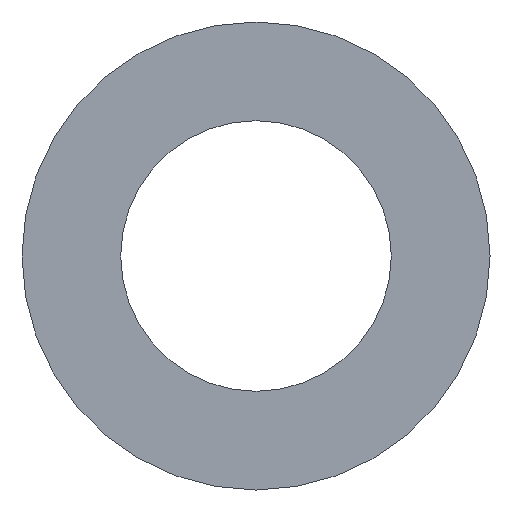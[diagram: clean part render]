
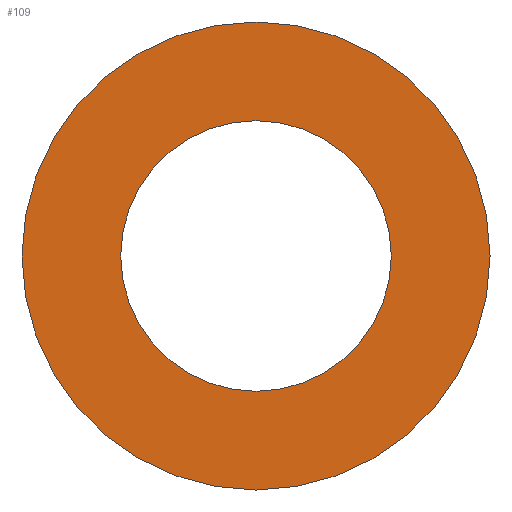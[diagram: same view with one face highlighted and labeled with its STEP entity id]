
A CAD part, front view. The second image highlights one B-rep face of the part: STEP entity #109.
In plain terms, the highlighted planar face has unit normal (0, -1, 0).
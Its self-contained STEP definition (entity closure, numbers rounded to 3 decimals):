
#29=FACE_BOUND('',#44,.T.);
#33=FACE_OUTER_BOUND('',#43,.T.);
#43=EDGE_LOOP('',(#83));
#44=EDGE_LOOP('',(#84));
#55=CIRCLE('',#136,13.97);
#56=CIRCLE('',#137,8.077);
#63=VERTEX_POINT('',#195);
#64=VERTEX_POINT('',#197);
#71=EDGE_CURVE('',#63,#63,#55,.T.);
#72=EDGE_CURVE('',#64,#64,#56,.T.);
#83=ORIENTED_EDGE('',*,*,#71,.F.);
#84=ORIENTED_EDGE('',*,*,#72,.F.);
#105=PLANE('',#135);
#109=ADVANCED_FACE('',(#33,#29),#105,.F.);
#135=AXIS2_PLACEMENT_3D('',#194,#159,#160);
#136=AXIS2_PLACEMENT_3D('',#196,#161,#162);
#137=AXIS2_PLACEMENT_3D('',#198,#163,#164);
#159=DIRECTION('center_axis',(0.,1.,0.));
#160=DIRECTION('ref_axis',(1.,0.,0.));
#161=DIRECTION('center_axis',(0.,1.,0.));
#162=DIRECTION('ref_axis',(1.,0.,0.));
#163=DIRECTION('center_axis',(0.,-1.,0.));
#164=DIRECTION('ref_axis',(-1.,0.,0.));
#194=CARTESIAN_POINT('Origin',(0.,0.762,0.));
#195=CARTESIAN_POINT('',(-13.97,0.762,0.));
#196=CARTESIAN_POINT('Origin',(0.,0.762,0.));
#197=CARTESIAN_POINT('',(8.077,0.762,0.));
#198=CARTESIAN_POINT('Origin',(0.,0.762,0.));
